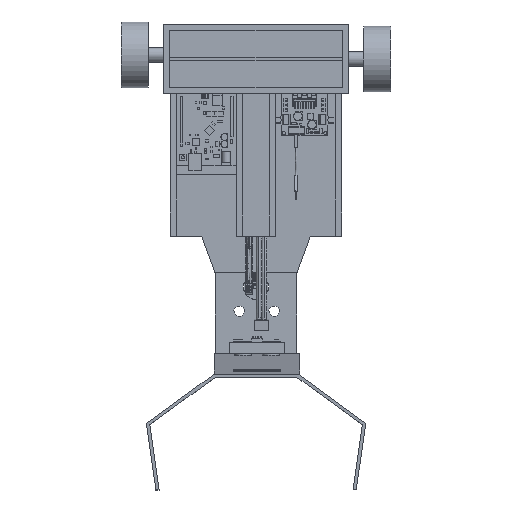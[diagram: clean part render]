
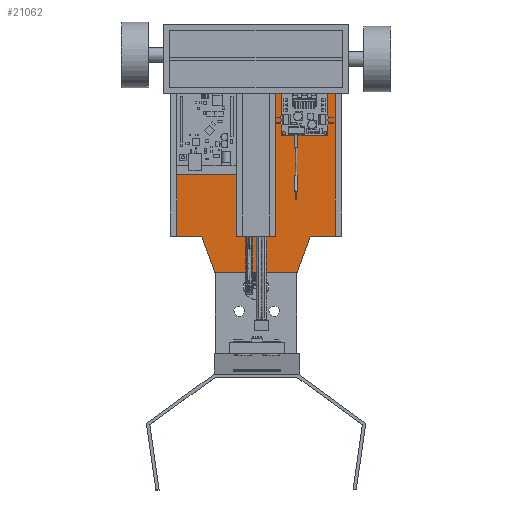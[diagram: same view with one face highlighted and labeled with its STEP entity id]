
A CAD part, top view. The second image highlights one B-rep face of the part: STEP entity #21062.
In plain terms, the highlighted planar face has unit normal (0, 0, 1).
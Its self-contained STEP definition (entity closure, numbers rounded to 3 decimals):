
#1211=FACE_OUTER_BOUND('',#2475,.T.);
#2475=EDGE_LOOP('',(#14849,#14850,#14851,#14852,#14853,#14854,#14855,#14856,
#14857,#14858,#14859,#14860,#14861,#14862,#14863,#14864));
#4093=LINE('',#30739,#6749);
#4097=LINE('',#30748,#6753);
#4100=LINE('',#30752,#6756);
#4101=LINE('',#30756,#6757);
#4105=LINE('',#30764,#6761);
#4110=LINE('',#30775,#6766);
#4114=LINE('',#30783,#6770);
#4115=LINE('',#30785,#6771);
#4116=LINE('',#30787,#6772);
#4117=LINE('',#30788,#6773);
#4118=LINE('',#30790,#6774);
#4119=LINE('',#30792,#6775);
#4120=LINE('',#30793,#6776);
#4121=LINE('',#30795,#6777);
#4122=LINE('',#30797,#6778);
#4123=LINE('',#30798,#6779);
#6749=VECTOR('',#24759,10.);
#6753=VECTOR('',#24765,10.);
#6756=VECTOR('',#24770,10.);
#6757=VECTOR('',#24773,10.);
#6761=VECTOR('',#24779,10.);
#6766=VECTOR('',#24786,10.);
#6770=VECTOR('',#24792,10.);
#6771=VECTOR('',#24793,10.);
#6772=VECTOR('',#24794,10.);
#6773=VECTOR('',#24795,10.);
#6774=VECTOR('',#24796,10.);
#6775=VECTOR('',#24797,10.);
#6776=VECTOR('',#24798,10.);
#6777=VECTOR('',#24799,10.);
#6778=VECTOR('',#24800,10.);
#6779=VECTOR('',#24801,10.);
#9348=VERTEX_POINT('',#30736);
#9349=VERTEX_POINT('',#30738);
#9352=VERTEX_POINT('',#30745);
#9353=VERTEX_POINT('',#30747);
#9354=VERTEX_POINT('',#30754);
#9355=VERTEX_POINT('',#30755);
#9358=VERTEX_POINT('',#30763);
#9362=VERTEX_POINT('',#30773);
#9363=VERTEX_POINT('',#30774);
#9366=VERTEX_POINT('',#30782);
#9367=VERTEX_POINT('',#30784);
#9368=VERTEX_POINT('',#30786);
#9369=VERTEX_POINT('',#30789);
#9370=VERTEX_POINT('',#30791);
#9371=VERTEX_POINT('',#30794);
#9372=VERTEX_POINT('',#30796);
#11431=EDGE_CURVE('',#9349,#9348,#4093,.T.);
#11435=EDGE_CURVE('',#9353,#9352,#4097,.T.);
#11438=EDGE_CURVE('',#9348,#9353,#4100,.T.);
#11439=EDGE_CURVE('',#9354,#9355,#4101,.T.);
#11443=EDGE_CURVE('',#9358,#9349,#4105,.T.);
#11448=EDGE_CURVE('',#9362,#9363,#4110,.T.);
#11452=EDGE_CURVE('',#9352,#9366,#4114,.T.);
#11453=EDGE_CURVE('',#9366,#9367,#4115,.T.);
#11454=EDGE_CURVE('',#9368,#9367,#4116,.T.);
#11455=EDGE_CURVE('',#9368,#9363,#4117,.T.);
#11456=EDGE_CURVE('',#9362,#9369,#4118,.T.);
#11457=EDGE_CURVE('',#9370,#9369,#4119,.T.);
#11458=EDGE_CURVE('',#9370,#9355,#4120,.T.);
#11459=EDGE_CURVE('',#9354,#9371,#4121,.T.);
#11460=EDGE_CURVE('',#9372,#9371,#4122,.T.);
#11461=EDGE_CURVE('',#9372,#9358,#4123,.T.);
#14849=ORIENTED_EDGE('',*,*,#11452,.T.);
#14850=ORIENTED_EDGE('',*,*,#11453,.T.);
#14851=ORIENTED_EDGE('',*,*,#11454,.F.);
#14852=ORIENTED_EDGE('',*,*,#11455,.T.);
#14853=ORIENTED_EDGE('',*,*,#11448,.F.);
#14854=ORIENTED_EDGE('',*,*,#11456,.T.);
#14855=ORIENTED_EDGE('',*,*,#11457,.F.);
#14856=ORIENTED_EDGE('',*,*,#11458,.T.);
#14857=ORIENTED_EDGE('',*,*,#11439,.F.);
#14858=ORIENTED_EDGE('',*,*,#11459,.T.);
#14859=ORIENTED_EDGE('',*,*,#11460,.F.);
#14860=ORIENTED_EDGE('',*,*,#11461,.T.);
#14861=ORIENTED_EDGE('',*,*,#11443,.T.);
#14862=ORIENTED_EDGE('',*,*,#11431,.T.);
#14863=ORIENTED_EDGE('',*,*,#11438,.T.);
#14864=ORIENTED_EDGE('',*,*,#11435,.T.);
#19943=PLANE('',#22623);
#21062=ADVANCED_FACE('',(#1211),#19943,.F.);
#22623=AXIS2_PLACEMENT_3D('',#30781,#24790,#24791);
#24759=DIRECTION('',(0.342,-0.94,0.));
#24765=DIRECTION('',(0.342,0.94,0.));
#24770=DIRECTION('',(1.,0.,0.));
#24773=DIRECTION('',(1.,0.,0.));
#24779=DIRECTION('',(1.,0.,0.));
#24786=DIRECTION('',(1.,0.,0.));
#24790=DIRECTION('center_axis',(0.,0.,-1.));
#24791=DIRECTION('ref_axis',(-1.,0.,0.));
#24792=DIRECTION('',(1.,0.,0.));
#24793=DIRECTION('',(0.,1.,0.));
#24794=DIRECTION('',(1.,0.,0.));
#24795=DIRECTION('',(0.,-1.,0.));
#24796=DIRECTION('',(0.,1.,0.));
#24797=DIRECTION('',(1.,0.,0.));
#24798=DIRECTION('',(0.,-1.,0.));
#24799=DIRECTION('',(0.,1.,0.));
#24800=DIRECTION('',(1.,0.,0.));
#24801=DIRECTION('',(0.,-1.,0.));
#30736=CARTESIAN_POINT('',(-10.761,19.053,6.));
#30738=CARTESIAN_POINT('',(-23.5,54.053,6.));
#30739=CARTESIAN_POINT('',(-10.761,19.053,6.));
#30745=CARTESIAN_POINT('',(80.4,54.053,6.));
#30747=CARTESIAN_POINT('',(67.661,19.053,6.));
#30748=CARTESIAN_POINT('',(80.4,54.053,6.));
#30752=CARTESIAN_POINT('',(67.661,19.053,6.));
#30754=CARTESIAN_POINT('',(10.,54.053,6.));
#30755=CARTESIAN_POINT('',(16.,54.053,6.));
#30756=CARTESIAN_POINT('',(37.725,54.053,6.));
#30763=CARTESIAN_POINT('',(-47.5,54.053,6.));
#30764=CARTESIAN_POINT('',(69.7,54.053,6.));
#30773=CARTESIAN_POINT('',(41.,54.053,6.));
#30774=CARTESIAN_POINT('',(47.,54.053,6.));
#30775=CARTESIAN_POINT('',(37.725,54.053,6.));
#30781=CARTESIAN_POINT('Origin',(29.,142.434,6.));
#30782=CARTESIAN_POINT('',(104.4,54.053,6.));
#30783=CARTESIAN_POINT('',(69.7,54.053,6.));
#30784=CARTESIAN_POINT('',(104.4,194.053,6.));
#30785=CARTESIAN_POINT('',(104.4,168.243,6.));
#30786=CARTESIAN_POINT('',(47.,194.053,6.));
#30787=CARTESIAN_POINT('',(69.,194.053,6.));
#30788=CARTESIAN_POINT('',(47.,168.243,6.));
#30789=CARTESIAN_POINT('',(41.,194.053,6.));
#30790=CARTESIAN_POINT('',(41.,98.243,6.));
#30791=CARTESIAN_POINT('',(16.,194.053,6.));
#30792=CARTESIAN_POINT('',(69.,194.053,6.));
#30793=CARTESIAN_POINT('',(16.,168.243,6.));
#30794=CARTESIAN_POINT('',(10.,194.053,6.));
#30795=CARTESIAN_POINT('',(10.,98.243,6.));
#30796=CARTESIAN_POINT('',(-47.5,194.053,6.));
#30797=CARTESIAN_POINT('',(69.,194.053,6.));
#30798=CARTESIAN_POINT('',(-47.5,80.743,6.));
